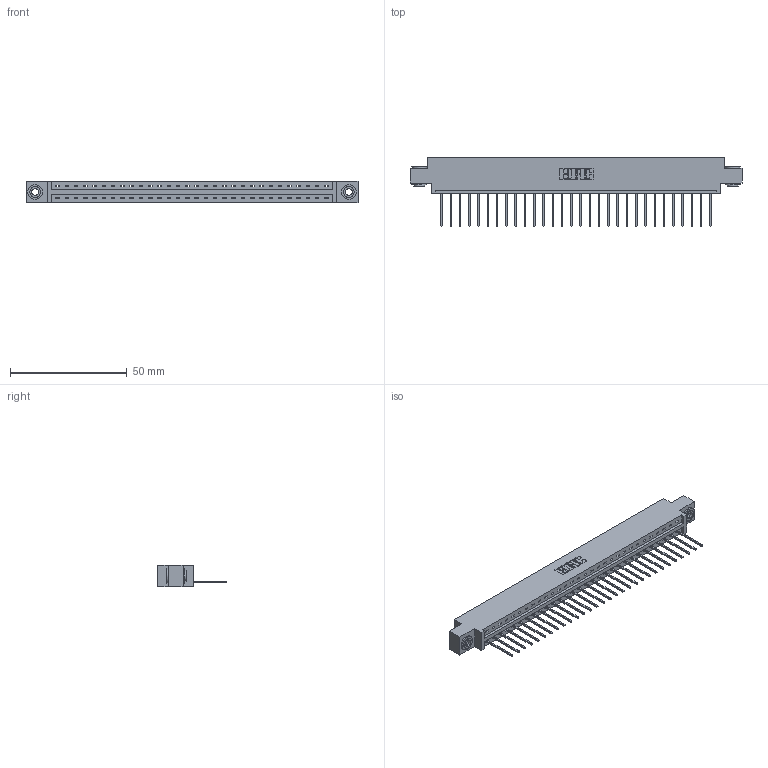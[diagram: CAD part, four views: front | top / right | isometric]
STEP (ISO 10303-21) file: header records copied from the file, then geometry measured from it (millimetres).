
FILE_DESCRIPTION (( 'STEP AP203' ), '1' );
FILE_NAME ('337-030-540-603.STEP', '2018-08-07T00:59:59', ( '' ), ( '' ), 'SwSTEP 2.0', 'SolidWorks 2016', '' );
FILE_SCHEMA (( 'CONFIG_CONTROL_DESIGN' ));
Length unit declared in the file: inch
Products named in the file (4): 337-030-540-603; 337 Part_0.170 Offset - 0.156 Dia-TH; 345-292-001_345-293-140; 345-250-002_345-250-002-102
Assembly tree (33 placements, depth 2):
  337-030-540-603
    337 Part_0.170 Offset - 0.156 Dia-TH
    345-292-001_345-293-140  x30
    345-250-002_345-250-002-102  x2
Bounding box: 141.88 x 29.47 x 9.4 mm (x, y, z)
Volume: 14538.8 mm3; surface area: 15587.8 mm2
Topology: 33 solids, 33 shells, 2016 faces, 6039 edges, 3982 vertices
Faces by surface type: plane 1464, cylinder 544, cone 8
Entity records: 24652 total; most frequent: CARTESIAN_POINT 4271, ORIENTED_EDGE 4230, DIRECTION 3653, EDGE_CURVE 2115, LINE 1963, VECTOR 1963, VERTEX_POINT 1406, AXIS2_PLACEMENT_3D 845
